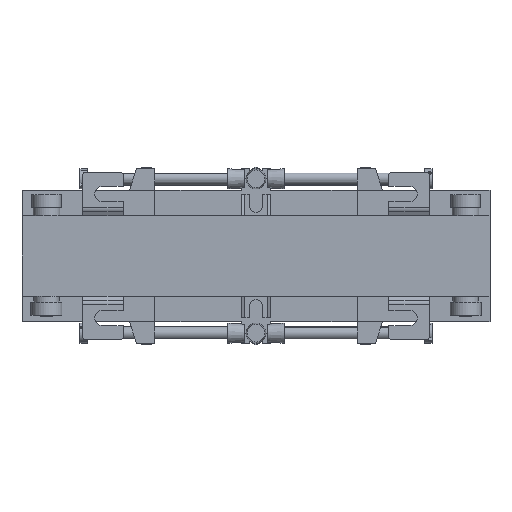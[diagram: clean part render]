
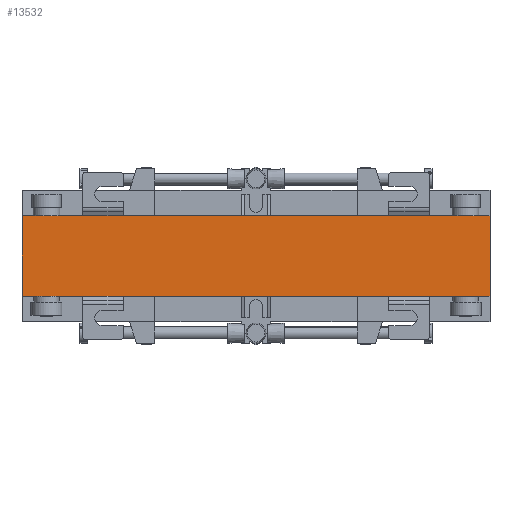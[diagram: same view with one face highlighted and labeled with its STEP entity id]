
A CAD part, front view. The second image highlights one B-rep face of the part: STEP entity #13532.
In plain terms, the highlighted planar face has unit normal (0, -1, 0).
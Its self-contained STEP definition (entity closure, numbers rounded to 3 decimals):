
#1348 = CARTESIAN_POINT ( 'NONE',  ( -92.5, 0., -16. ) ) ;
#1542 = EDGE_CURVE ( 'NONE', #3780, #31144, #29070, .T. ) ;
#1732 = VECTOR ( 'NONE', #30949, 1000. ) ;
#2123 = DIRECTION ( 'NONE',  ( 0., 0., 1. ) ) ;
#2330 = CARTESIAN_POINT ( 'NONE',  ( 92.5, 0., -16. ) ) ;
#2449 = DIRECTION ( 'NONE',  ( -1., 0., 0. ) ) ;
#3780 = VERTEX_POINT ( 'NONE', #30178 ) ;
#5601 = LINE ( 'NONE', #28837, #10855 ) ;
#7065 = CARTESIAN_POINT ( 'NONE',  ( 92.5, 0., 16. ) ) ;
#9095 = EDGE_CURVE ( 'NONE', #26056, #3780, #5601, .T. ) ;
#10855 = VECTOR ( 'NONE', #26369, 1000. ) ;
#13237 = EDGE_CURVE ( 'NONE', #16797, #31144, #22251, .T. ) ;
#13532 = ADVANCED_FACE ( 'NONE', ( #29471 ), #30342, .F. ) ;
#13754 = VECTOR ( 'NONE', #14712, 1000. ) ;
#14712 = DIRECTION ( 'NONE',  ( -1., 0., 0. ) ) ;
#14968 = CARTESIAN_POINT ( 'NONE',  ( 92.5, 0., 0. ) ) ;
#16797 = VERTEX_POINT ( 'NONE', #21461 ) ;
#17159 = EDGE_LOOP ( 'NONE', ( #18813, #29210, #20388, #27923 ) ) ;
#17554 = DIRECTION ( 'NONE',  ( 0., 1., 0. ) ) ;
#18813 = ORIENTED_EDGE ( 'NONE', *, *, #13237, .T. ) ;
#19042 = AXIS2_PLACEMENT_3D ( 'NONE', #14968, #17554, #2123 ) ;
#20388 = ORIENTED_EDGE ( 'NONE', *, *, #9095, .F. ) ;
#21461 = CARTESIAN_POINT ( 'NONE',  ( -92.5, 0., 16. ) ) ;
#22233 = VECTOR ( 'NONE', #2449, 1000. ) ;
#22251 = LINE ( 'NONE', #28338, #1732 ) ;
#24344 = EDGE_CURVE ( 'NONE', #26056, #16797, #27420, .T. ) ;
#26056 = VERTEX_POINT ( 'NONE', #30769 ) ;
#26369 = DIRECTION ( 'NONE',  ( 0., 0., -1. ) ) ;
#27420 = LINE ( 'NONE', #7065, #13754 ) ;
#27923 = ORIENTED_EDGE ( 'NONE', *, *, #24344, .T. ) ;
#28338 = CARTESIAN_POINT ( 'NONE',  ( -92.5, 0., 0. ) ) ;
#28837 = CARTESIAN_POINT ( 'NONE',  ( 92.5, 0., 0. ) ) ;
#29070 = LINE ( 'NONE', #2330, #22233 ) ;
#29210 = ORIENTED_EDGE ( 'NONE', *, *, #1542, .F. ) ;
#29471 = FACE_OUTER_BOUND ( 'NONE', #17159, .T. ) ;
#30178 = CARTESIAN_POINT ( 'NONE',  ( 92.5, 0., -16. ) ) ;
#30342 = PLANE ( 'NONE',  #19042 ) ;
#30769 = CARTESIAN_POINT ( 'NONE',  ( 92.5, 0., 16. ) ) ;
#30949 = DIRECTION ( 'NONE',  ( 0., 0., -1. ) ) ;
#31144 = VERTEX_POINT ( 'NONE', #1348 ) ;
